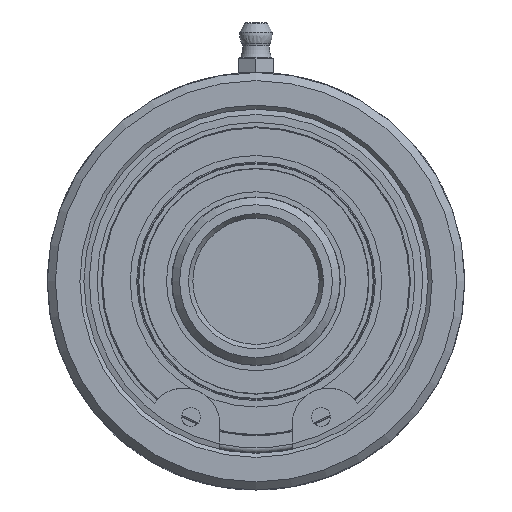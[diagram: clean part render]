
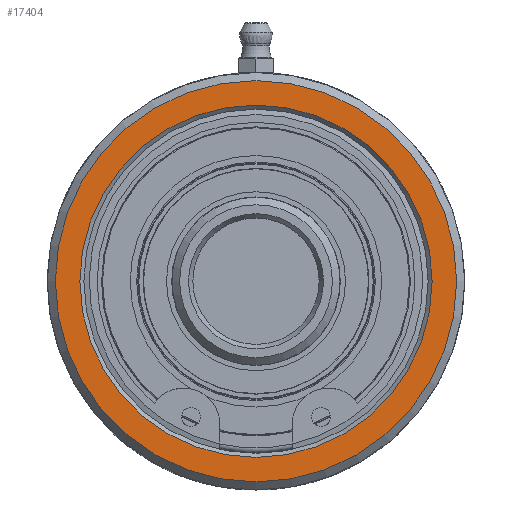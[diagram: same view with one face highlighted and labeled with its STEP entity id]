
A CAD part, left-side view. The second image highlights one B-rep face of the part: STEP entity #17404.
In plain terms, the highlighted planar face has unit normal (-1, 0, 0).
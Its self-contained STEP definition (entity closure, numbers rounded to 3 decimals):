
#874=PLANE('',#18282);
#989=FACE_BOUND('',#3353,.T.);
#1289=CIRCLE('',#18281,39.7);
#1290=CIRCLE('',#18283,34.85);
#2275=FACE_OUTER_BOUND('',#3352,.T.);
#3352=EDGE_LOOP('',(#15653));
#3353=EDGE_LOOP('',(#15654));
#8206=VERTEX_POINT('',#119652);
#8207=VERTEX_POINT('',#119656);
#10715=EDGE_CURVE('',#8206,#8206,#1289,.T.);
#10716=EDGE_CURVE('',#8207,#8207,#1290,.T.);
#15653=ORIENTED_EDGE('',*,*,#10715,.F.);
#15654=ORIENTED_EDGE('',*,*,#10716,.F.);
#17404=ADVANCED_FACE('',(#2275,#989),#874,.F.);
#18281=AXIS2_PLACEMENT_3D('',#119654,#20876,#20877);
#18282=AXIS2_PLACEMENT_3D('',#119655,#20878,#20879);
#18283=AXIS2_PLACEMENT_3D('',#119657,#20880,#20881);
#20876=DIRECTION('center_axis',(1.,0.,0.));
#20877=DIRECTION('ref_axis',(0.,0.,
1.));
#20878=DIRECTION('center_axis',(1.,0.,0.));
#20879=DIRECTION('ref_axis',(0.,0.,
1.));
#20880=DIRECTION('center_axis',(-1.,0.,0.));
#20881=DIRECTION('ref_axis',(0.,0.,
-1.));
#119652=CARTESIAN_POINT('',(-46.09,0.,-39.7));
#119654=CARTESIAN_POINT('Origin',(-46.09,0.,0.));
#119655=CARTESIAN_POINT('Origin',(-46.09,0.,-20.65));
#119656=CARTESIAN_POINT('',(-46.09,0.,34.85));
#119657=CARTESIAN_POINT('Origin',(-46.09,0.,0.));
